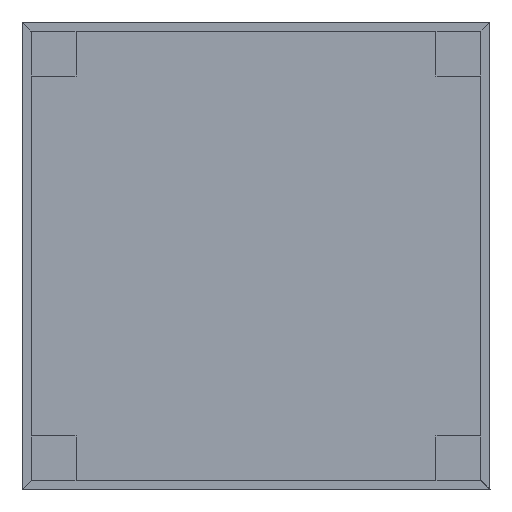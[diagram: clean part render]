
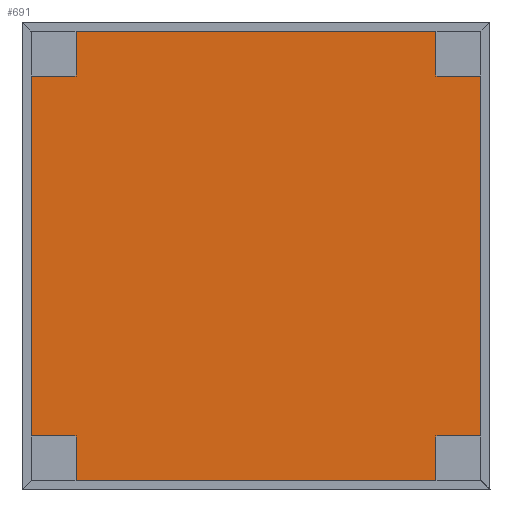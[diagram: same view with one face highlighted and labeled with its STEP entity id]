
A CAD part, front view. The second image highlights one B-rep face of the part: STEP entity #691.
In plain terms, the highlighted planar face has unit normal (0, -1, 0).
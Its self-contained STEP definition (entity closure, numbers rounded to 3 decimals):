
#98 = EDGE_CURVE ( 'NONE', #5452, #925, #1849, .T. ) ;
#332 = CARTESIAN_POINT ( 'NONE',  ( -250., -35., 250. ) ) ;
#525 = ORIENTED_EDGE ( 'NONE', *, *, #2658, .F. ) ;
#691 = ADVANCED_FACE ( 'NONE', ( #704 ), #4461, .T. ) ;
#704 = FACE_OUTER_BOUND ( 'NONE', #5200, .T. ) ;
#730 = DIRECTION ( 'NONE',  ( 0., 0., -1. ) ) ;
#862 = LINE ( 'NONE', #2410, #5473 ) ;
#925 = VERTEX_POINT ( 'NONE', #3974 ) ;
#1058 = DIRECTION ( 'NONE',  ( 0., 0., 1. ) ) ;
#1648 = VERTEX_POINT ( 'NONE', #2979 ) ;
#1849 = LINE ( 'NONE', #2461, #5403 ) ;
#1865 = DIRECTION ( 'NONE',  ( 0., 0., -1. ) ) ;
#2200 = ORIENTED_EDGE ( 'NONE', *, *, #5160, .F. ) ;
#2290 = VECTOR ( 'NONE', #1865, 1000. ) ;
#2410 = CARTESIAN_POINT ( 'NONE',  ( -250., -35., -250. ) ) ;
#2461 = CARTESIAN_POINT ( 'NONE',  ( -250., -35., 250. ) ) ;
#2567 = CARTESIAN_POINT ( 'NONE',  ( 250., -35., -250. ) ) ;
#2658 = EDGE_CURVE ( 'NONE', #925, #4281, #4514, .T. ) ;
#2979 = CARTESIAN_POINT ( 'NONE',  ( -250., -35., -250. ) ) ;
#3446 = DIRECTION ( 'NONE',  ( 0., -1., 0. ) ) ;
#3494 = VECTOR ( 'NONE', #1058, 1000. ) ;
#3655 = DIRECTION ( 'NONE',  ( 1., 0., 0. ) ) ;
#3674 = AXIS2_PLACEMENT_3D ( 'NONE', #5579, #3446, #730 ) ;
#3723 = CARTESIAN_POINT ( 'NONE',  ( -250., -35., 250. ) ) ;
#3974 = CARTESIAN_POINT ( 'NONE',  ( 250., -35., 250. ) ) ;
#3977 = ORIENTED_EDGE ( 'NONE', *, *, #98, .F. ) ;
#4061 = CARTESIAN_POINT ( 'NONE',  ( 250., -35., 250. ) ) ;
#4184 = DIRECTION ( 'NONE',  ( -1., 0., 0. ) ) ;
#4281 = VERTEX_POINT ( 'NONE', #2567 ) ;
#4461 = PLANE ( 'NONE',  #3674 ) ;
#4514 = LINE ( 'NONE', #4061, #2290 ) ;
#4815 = ORIENTED_EDGE ( 'NONE', *, *, #5118, .F. ) ;
#5118 = EDGE_CURVE ( 'NONE', #1648, #5452, #5610, .T. ) ;
#5160 = EDGE_CURVE ( 'NONE', #4281, #1648, #862, .T. ) ;
#5200 = EDGE_LOOP ( 'NONE', ( #525, #3977, #4815, #2200 ) ) ;
#5403 = VECTOR ( 'NONE', #3655, 1000. ) ;
#5452 = VERTEX_POINT ( 'NONE', #332 ) ;
#5473 = VECTOR ( 'NONE', #4184, 1000. ) ;
#5579 = CARTESIAN_POINT ( 'NONE',  ( 0., -35., 0. ) ) ;
#5610 = LINE ( 'NONE', #3723, #3494 ) ;
